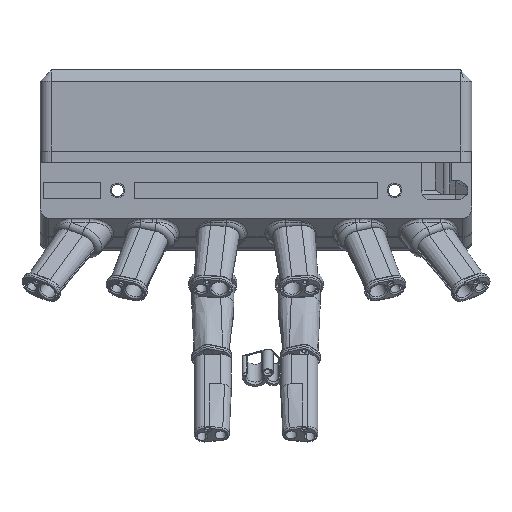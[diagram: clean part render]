
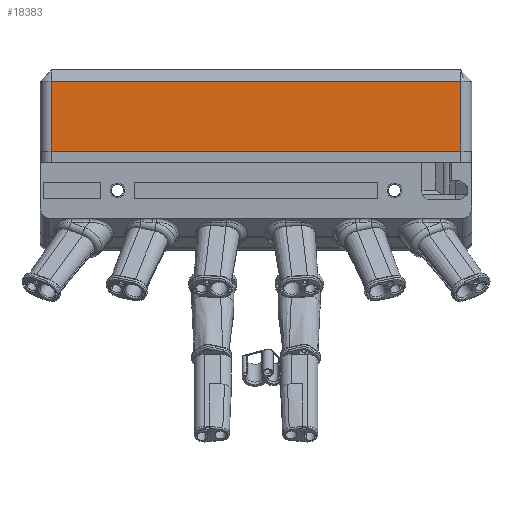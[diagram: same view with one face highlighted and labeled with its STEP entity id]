
A CAD part, top view. The second image highlights one B-rep face of the part: STEP entity #18383.
In plain terms, the highlighted planar face has unit normal (0, 0, 1).
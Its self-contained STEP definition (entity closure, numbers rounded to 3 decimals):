
#1139=PLANE('',#19969);
#2299=FACE_OUTER_BOUND('',#3374,.T.);
#3374=EDGE_LOOP('',(#15637,#15638,#15639,#15640));
#4784=LINE('',#34880,#6356);
#4789=LINE('',#34897,#6361);
#4790=LINE('',#34901,#6362);
#4791=LINE('',#34902,#6363);
#6356=VECTOR('',#23870,10.);
#6361=VECTOR('',#23891,10.);
#6362=VECTOR('',#23896,10.);
#6363=VECTOR('',#23897,10.);
#8759=VERTEX_POINT('',#34875);
#8760=VERTEX_POINT('',#34878);
#8764=VERTEX_POINT('',#34896);
#8765=VERTEX_POINT('',#34900);
#11153=EDGE_CURVE('',#8760,#8759,#4784,.T.);
#11161=EDGE_CURVE('',#8764,#8759,#4789,.T.);
#11163=EDGE_CURVE('',#8765,#8760,#4790,.T.);
#11164=EDGE_CURVE('',#8765,#8764,#4791,.T.);
#15637=ORIENTED_EDGE('',*,*,#11153,.F.);
#15638=ORIENTED_EDGE('',*,*,#11163,.F.);
#15639=ORIENTED_EDGE('',*,*,#11164,.T.);
#15640=ORIENTED_EDGE('',*,*,#11161,.T.);
#18383=ADVANCED_FACE('',(#2299),#1139,.T.);
#19969=AXIS2_PLACEMENT_3D('',#34899,#23894,#23895);
#23870=DIRECTION('',(1.,0.,0.));
#23891=DIRECTION('',(0.,1.,0.));
#23894=DIRECTION('center_axis',(0.,0.,
1.));
#23895=DIRECTION('ref_axis',(1.,0.,0.));
#23896=DIRECTION('',(0.,1.,0.));
#23897=DIRECTION('',(1.,0.,0.));
#34875=CARTESIAN_POINT('',(200.2,401.,371.904));
#34878=CARTESIAN_POINT('',(53.8,401.,371.904));
#34880=CARTESIAN_POINT('',(90.4,401.,371.904));
#34896=CARTESIAN_POINT('',(200.2,376.,371.904));
#34897=CARTESIAN_POINT('',(200.2,379.,371.904));
#34899=CARTESIAN_POINT('Origin',(53.8,379.,371.904));
#34900=CARTESIAN_POINT('',(53.8,376.,371.904));
#34901=CARTESIAN_POINT('',(53.8,379.,371.904));
#34902=CARTESIAN_POINT('',(163.6,376.,371.904));
